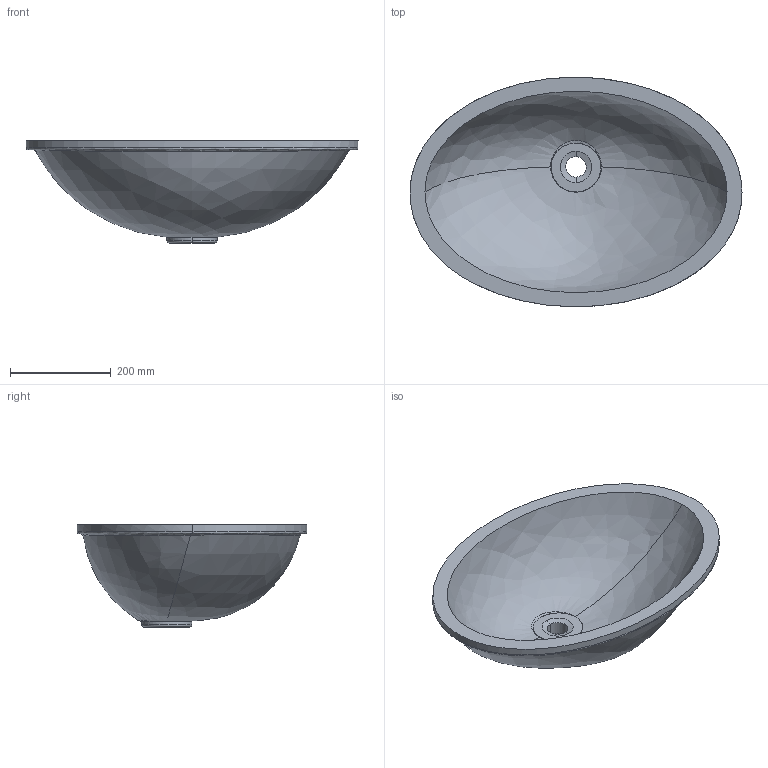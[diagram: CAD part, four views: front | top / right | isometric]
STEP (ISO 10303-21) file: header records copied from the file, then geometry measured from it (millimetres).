
FILE_DESCRIPTION(/* description */ (''),/* implementation_level */ '2;1');
FILE_NAME(/* name */ 'OVALII~2',/* time_stamp */ '2023-01-04T12:50:42+02:00',/* author */ (''),/* organization */ (''),/* preprocessor_version */ 'ST-DEVELOPER v15',/* originating_system */ '',/* authorisation */ '');
FILE_SCHEMA (('AUTOMOTIVE_DESIGN'));
Length unit declared in the file: millimetre
Products named in the file (1): Document
Bounding box: 659.46 x 456.17 x 203 mm (x, y, z)
Surface area: 724063.6 mm2 (no closed solid volume)
Topology: 0 solids, 5 shells, 30 faces, 89 edges, 58 vertices
Faces by surface type: bspline 21, plane 9
Entity records: 22434 total; most frequent: CARTESIAN_POINT 21948, ORIENTED_EDGE 132, EDGE_CURVE 80, B_SPLINE_CURVE_WITH_KNOTS 64, VERTEX_POINT 56, EDGE_LOOP 32, ADVANCED_FACE 28, FACE_OUTER_BOUND 28
